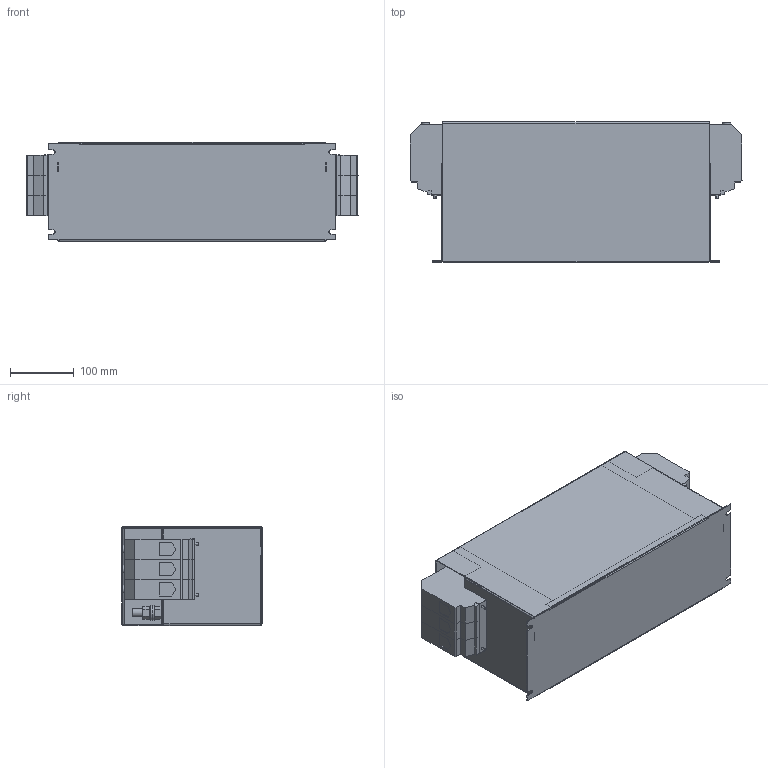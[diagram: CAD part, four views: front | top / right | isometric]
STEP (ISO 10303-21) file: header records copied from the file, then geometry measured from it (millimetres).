
FILE_DESCRIPTION (( 'STEP AP214' ), '1' );
FILE_NAME ('304029.STEP', '2020-10-06T06:31:52', ( '' ), ( '' ), 'SwSTEP 2.0', 'SolidWorks 2018', '' );
FILE_SCHEMA (( 'AUTOMOTIVE_DESIGN' ));
Length unit declared in the file: millimetre
Products named in the file (1): 304029
Bounding box: 519.5 x 219.1 x 155 mm (x, y, z)
Volume: 2306744 mm3; surface area: 858732.5 mm2
Topology: 1 solids, 1 shells, 711 faces, 1758 edges, 1096 vertices
Faces by surface type: plane 569, cylinder 142
Full cylindrical faces by diameter (mm): 10 x6
Entity records: 20924 total; most frequent: CARTESIAN_POINT 3986, ORIENTED_EDGE 3528, DIRECTION 3416, EDGE_CURVE 1764, VECTOR 1408, LINE 1408, VERTEX_POINT 1102, AXIS2_PLACEMENT_3D 1004
